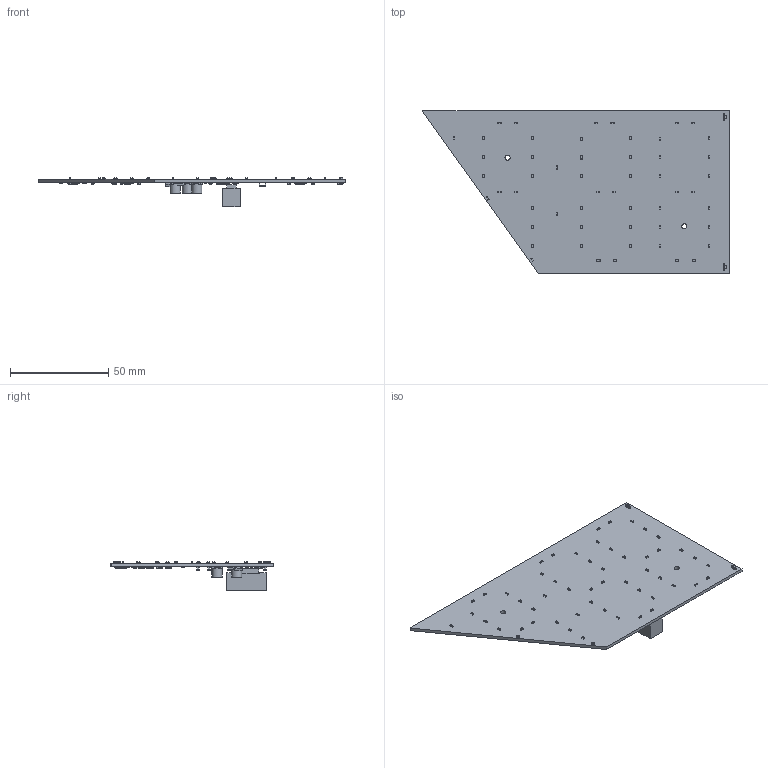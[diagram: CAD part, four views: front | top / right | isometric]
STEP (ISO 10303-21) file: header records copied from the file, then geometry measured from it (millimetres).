
FILE_DESCRIPTION(('Open CASCADE Model'),'2;1');
FILE_NAME('Open CASCADE Shape Model','2024-07-10T08:59:56',('Author'),( 'Open CASCADE'),'Open CASCADE STEP processor 7.5','Open CASCADE 7.5' ,'Unknown');
FILE_SCHEMA(('AUTOMOTIVE_DESIGN { 1 0 10303 214 1 1 1 1 }'));
Length unit declared in the file: millimetre
Products named in the file (185): PCB; Board; Open CASCADE STEP translator 7.5 1.1.1; D1; GS1M-LTP; Q2D1; 6305965920; RN3A; EXB-2HV331JV; Body; Pins; RN2A; RN1A; RN0A; R12; Resistor 0402; R10; R9; Q5; Q4; 6305963280; J1; 72454-010LF v2; R2E2; R2D2; TP9; 6305963360; TP8; TP7; TP6; TP5; TP4; TP3; TP2; TP1; R8; R3B2; D6; WL-SMCW SMT LED WURTH ELEKTRONIK 0603; Component1 ...
Assembly tree (342 placements, depth 5):
  PCB
    Board
      Open CASCADE STEP translator 7.5 1.1.1
    D1
      GS1M-LTP
    Q2D1
      6305965920
    RN3A
      EXB-2HV331JV
        Body
        Pins
    RN2A
      EXB-2HV331JV
        Body
        Pins
    RN1A
      EXB-2HV331JV
        Body
        Pins
    RN0A
      EXB-2HV331JV
        Body
        Pins
    R12
      Resistor 0402
    R10
      Resistor 0402
    R9
      Resistor 0402
    Q5
      6305965920
    Q4
      6305963280
    J1
      72454-010LF v2
    R2E2
      Resistor 0402
    R2D2
      Resistor 0402
    TP9
      6305963360
    TP8
      6305963360
    TP7
      6305963360
    TP6
      6305963360
    TP5
      6305963360
    TP4
      6305963360
    TP3
      6305963360
    TP2
      6305963360
    TP1
      6305963360
    R8
      Resistor 0402
    R3B2
Bounding box: 156.41 x 83 x 15.18 mm (x, y, z)
Volume: 18474.6 mm3; surface area: 25994.8 mm2
Topology: 1088 solids, 1088 shells, 13910 faces, 33236 edges, 21318 vertices
Faces by surface type: plane 8790, bspline 2871, cylinder 1985, sphere 264
Full cylindrical faces by diameter (mm): 0.023 x55, 0.071 x110, 2.6 x2, 5.231 x3
Entity records: 63129 total; most frequent: CARTESIAN_POINT 12308, DIRECTION 9362, ORIENTED_EDGE 9260, EDGE_CURVE 4630, LINE 3718, VECTOR 3718, VERTEX_POINT 2986, AXIS2_PLACEMENT_3D 2822
